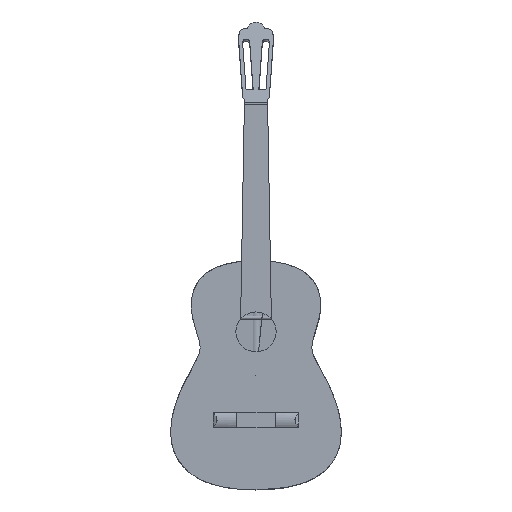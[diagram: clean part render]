
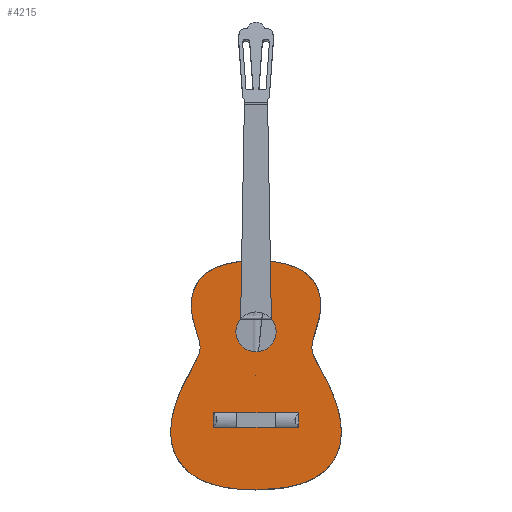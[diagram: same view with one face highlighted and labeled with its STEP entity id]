
A CAD part, top view. The second image highlights one B-rep face of the part: STEP entity #4215.
In plain terms, the highlighted planar face has unit normal (0, 0, 1).
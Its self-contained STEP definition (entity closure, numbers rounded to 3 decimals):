
#37=FACE_BOUND('',#969,.T.);
#46=(
BOUNDED_CURVE()
B_SPLINE_CURVE(5,(#9343,#9344,#9345,#9346,#9347,#9348,#9349,#9350),
 .UNSPECIFIED.,.F.,.F.)
B_SPLINE_CURVE_WITH_KNOTS((6,1,1,6),(-1.,-0.5,-0.376,0.),
 .UNSPECIFIED.)
CURVE()
GEOMETRIC_REPRESENTATION_ITEM()
RATIONAL_B_SPLINE_CURVE((1.,1.,1.,1.,1.,1.,1.,1.))
REPRESENTATION_ITEM('')
);
#48=(
BOUNDED_CURVE()
B_SPLINE_CURVE(5,(#9376,#9377,#9378,#9379,#9380,#9381,#9382,#9383),
 .UNSPECIFIED.,.F.,.F.)
B_SPLINE_CURVE_WITH_KNOTS((6,1,1,6),(0.,0.376,0.5,1.),
 .UNSPECIFIED.)
CURVE()
GEOMETRIC_REPRESENTATION_ITEM()
RATIONAL_B_SPLINE_CURVE((1.,1.,1.,1.,1.,1.,1.,1.))
REPRESENTATION_ITEM('')
);
#389=CIRCLE('',#4570,42.508);
#701=FACE_OUTER_BOUND('',#968,.T.);
#968=EDGE_LOOP('',(#3474,#3475));
#969=EDGE_LOOP('',(#3476));
#1931=VERTEX_POINT('',#9309);
#1935=VERTEX_POINT('',#9340);
#1936=VERTEX_POINT('',#9342);
#2462=EDGE_CURVE('',#1931,#1931,#389,.T.);
#2467=EDGE_CURVE('',#1936,#1935,#46,.T.);
#2470=EDGE_CURVE('',#1935,#1936,#48,.T.);
#3474=ORIENTED_EDGE('',*,*,#2470,.T.);
#3475=ORIENTED_EDGE('',*,*,#2467,.T.);
#3476=ORIENTED_EDGE('',*,*,#2462,.T.);
#3984=PLANE('',#4572);
#4215=ADVANCED_FACE('',(#701,#37),#3984,.T.);
#4570=AXIS2_PLACEMENT_3D('',#9310,#5270,#5271);
#4572=AXIS2_PLACEMENT_3D('',#9384,#5277,#5278);
#5270=DIRECTION('center_axis',(0.,0.,
-1.));
#5271=DIRECTION('ref_axis',(1.,0.,0.));
#5277=DIRECTION('center_axis',(0.,0.,
1.));
#5278=DIRECTION('ref_axis',(1.,0.,0.));
#9309=CARTESIAN_POINT('',(-42.509,92.714,-0.4));
#9310=CARTESIAN_POINT('Origin',(-0.001,92.714,-0.4));
#9340=CARTESIAN_POINT('',(0.,-240.632,-0.4));
#9342=CARTESIAN_POINT('',(0.,242.368,-0.4));
#9343=CARTESIAN_POINT('Ctrl Pts',(0.,242.368,
-0.4));
#9344=CARTESIAN_POINT('Ctrl Pts',(-141.471,242.368,-0.4));
#9345=CARTESIAN_POINT('Ctrl Pts',(-147.112,158.495,-0.4));
#9346=CARTESIAN_POINT('Ctrl Pts',(-135.82,79.664,-0.4));
#9347=CARTESIAN_POINT('Ctrl Pts',(-72.305,57.862,-0.4));
#9348=CARTESIAN_POINT('Ctrl Pts',(-175.571,-17.679,-0.4));
#9349=CARTESIAN_POINT('Ctrl Pts',(-253.961,-240.632,-0.4));
#9350=CARTESIAN_POINT('Ctrl Pts',(0.,-240.632,
-0.4));
#9376=CARTESIAN_POINT('Ctrl Pts',(0.,-240.632,
-0.4));
#9377=CARTESIAN_POINT('Ctrl Pts',(253.961,-240.632,-0.4));
#9378=CARTESIAN_POINT('Ctrl Pts',(175.571,-17.679,-0.4));
#9379=CARTESIAN_POINT('Ctrl Pts',(72.305,57.862,-0.4));
#9380=CARTESIAN_POINT('Ctrl Pts',(135.82,79.664,-0.4));
#9381=CARTESIAN_POINT('Ctrl Pts',(147.112,158.495,-0.4));
#9382=CARTESIAN_POINT('Ctrl Pts',(141.471,242.368,-0.4));
#9383=CARTESIAN_POINT('Ctrl Pts',(0.,242.368,
-0.4));
#9384=CARTESIAN_POINT('Origin',(0.,0.868,
-0.4));
